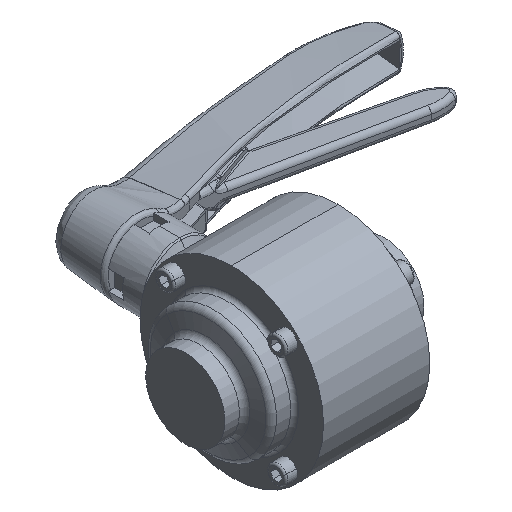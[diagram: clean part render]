
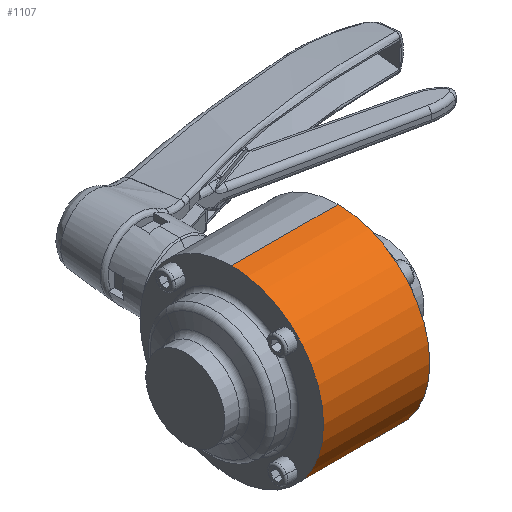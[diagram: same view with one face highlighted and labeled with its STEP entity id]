
A CAD part, isometric view. The second image highlights one B-rep face of the part: STEP entity #1107.
In plain terms, the highlighted cylindrical face has radius 47.5 mm (diameter 95 mm), a partial arc.
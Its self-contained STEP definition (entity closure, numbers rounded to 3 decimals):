
#139 = CARTESIAN_POINT ( 'NONE',  ( 27.5, 0., -47.5 ) ) ;
#1107 = ADVANCED_FACE ( 'NONE', ( #13662 ), #13795, .T. ) ;
#1117 = CARTESIAN_POINT ( 'NONE',  ( -27.5, 0., 47.5 ) ) ;
#1391 = DIRECTION ( 'NONE',  ( -1., 0., 0. ) ) ;
#1947 = VERTEX_POINT ( 'NONE', #12361 ) ;
#3057 = DIRECTION ( 'NONE',  ( -1., 0., 0. ) ) ;
#3301 = ORIENTED_EDGE ( 'NONE', *, *, #15577, .T. ) ;
#3350 = CARTESIAN_POINT ( 'NONE',  ( -26.01, 0., 0. ) ) ;
#3577 = AXIS2_PLACEMENT_3D ( 'NONE', #3350, #3057, #3766 ) ;
#3766 = DIRECTION ( 'NONE',  ( 0., 0., 1. ) ) ;
#5476 = VERTEX_POINT ( 'NONE', #139 ) ;
#6407 = DIRECTION ( 'NONE',  ( 0., 1., 0. ) ) ;
#6423 = DIRECTION ( 'NONE',  ( 1., 0., 0. ) ) ;
#6531 = CARTESIAN_POINT ( 'NONE',  ( -27.5, 0., 0. ) ) ;
#6831 = CARTESIAN_POINT ( 'NONE',  ( -26.01, 0., 47.5 ) ) ;
#7223 = LINE ( 'NONE', #9436, #7831 ) ;
#7660 = VECTOR ( 'NONE', #8160, 1000. ) ;
#7726 = EDGE_CURVE ( 'NONE', #12592, #1947, #8736, .T. ) ;
#7831 = VECTOR ( 'NONE', #1391, 1000. ) ;
#8158 = ORIENTED_EDGE ( 'NONE', *, *, #14841, .F. ) ;
#8160 = DIRECTION ( 'NONE',  ( -1., 0., 0. ) ) ;
#8736 = CIRCLE ( 'NONE', #14642, 47.5 ) ;
#8816 = LINE ( 'NONE', #6831, #7660 ) ;
#8986 = EDGE_CURVE ( 'NONE', #5476, #16360, #12566, .T. ) ;
#9436 = CARTESIAN_POINT ( 'NONE',  ( -26.01, 0., -47.5 ) ) ;
#9696 = ORIENTED_EDGE ( 'NONE', *, *, #8986, .T. ) ;
#11608 = ORIENTED_EDGE ( 'NONE', *, *, #7726, .T. ) ;
#12051 = CARTESIAN_POINT ( 'NONE',  ( 27.5, 0., 47.5 ) ) ;
#12361 = CARTESIAN_POINT ( 'NONE',  ( -27.5, 0., -47.5 ) ) ;
#12566 = CIRCLE ( 'NONE', #16074, 47.5 ) ;
#12592 = VERTEX_POINT ( 'NONE', #1117 ) ;
#12775 = EDGE_LOOP ( 'NONE', ( #8158, #9696, #3301, #11608 ) ) ;
#13662 = FACE_OUTER_BOUND ( 'NONE', #12775, .T. ) ;
#13795 = CYLINDRICAL_SURFACE ( 'NONE', #3577, 47.5 ) ;
#14642 = AXIS2_PLACEMENT_3D ( 'NONE', #6531, #6423, #6407 ) ;
#14841 = EDGE_CURVE ( 'NONE', #5476, #1947, #7223, .T. ) ;
#15266 = DIRECTION ( 'NONE',  ( 0., 0., 1. ) ) ;
#15304 = DIRECTION ( 'NONE',  ( -1., 0., 0. ) ) ;
#15329 = CARTESIAN_POINT ( 'NONE',  ( 27.5, 0., 0. ) ) ;
#15577 = EDGE_CURVE ( 'NONE', #16360, #12592, #8816, .T. ) ;
#16074 = AXIS2_PLACEMENT_3D ( 'NONE', #15329, #15304, #15266 ) ;
#16360 = VERTEX_POINT ( 'NONE', #12051 ) ;
